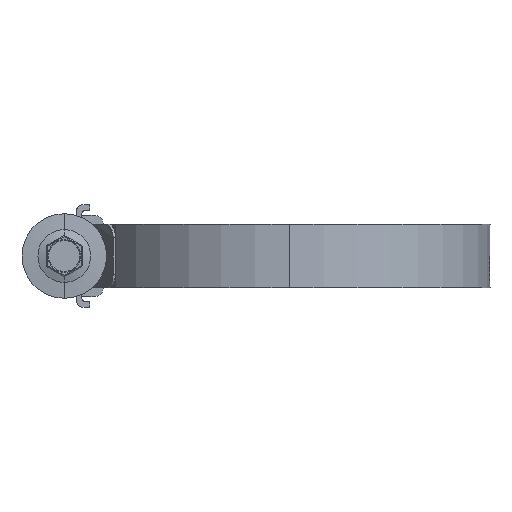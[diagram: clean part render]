
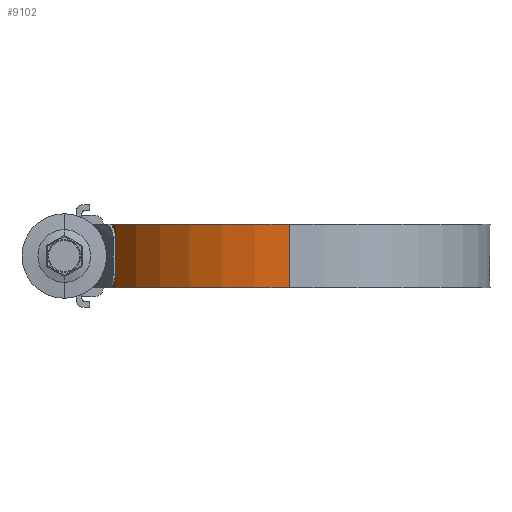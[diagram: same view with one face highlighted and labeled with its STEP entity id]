
A CAD part, left-side view. The second image highlights one B-rep face of the part: STEP entity #9102.
In plain terms, the highlighted cylindrical face has radius 45.08 mm (diameter 90.16 mm), a partial arc.
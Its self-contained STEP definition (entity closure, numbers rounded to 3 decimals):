
#9 = ORIENTED_EDGE ( 'NONE', *, *, #8927, .F. ) ;
#265 = CARTESIAN_POINT ( 'NONE',  ( -45.08, 0., -7.145 ) ) ;
#316 = DIRECTION ( 'NONE',  ( 0., 0., -1. ) ) ;
#489 = CIRCLE ( 'NONE', #7204, 45.08 ) ;
#502 = DIRECTION ( 'NONE',  ( 0., 0., -1. ) ) ;
#943 = VERTEX_POINT ( 'NONE', #1149 ) ;
#1149 = CARTESIAN_POINT ( 'NONE',  ( -45.08, 0., 7.145 ) ) ;
#1194 = DIRECTION ( 'NONE',  ( 0., 0., 1. ) ) ;
#1201 = VECTOR ( 'NONE', #316, 1000. ) ;
#1888 = AXIS2_PLACEMENT_3D ( 'NONE', #3317, #11145, #3194 ) ;
#1908 = LINE ( 'NONE', #4514, #1201 ) ;
#2125 = VECTOR ( 'NONE', #3813, 1000. ) ;
#2133 = VERTEX_POINT ( 'NONE', #265 ) ;
#3168 = ORIENTED_EDGE ( 'NONE', *, *, #6838, .F. ) ;
#3194 = DIRECTION ( 'NONE',  ( 1., 0., 0. ) ) ;
#3317 = CARTESIAN_POINT ( 'NONE',  ( 0., 0., 7.145 ) ) ;
#3711 = ORIENTED_EDGE ( 'NONE', *, *, #9278, .T. ) ;
#3753 = CARTESIAN_POINT ( 'NONE',  ( -45.08, 0., 7.145 ) ) ;
#3813 = DIRECTION ( 'NONE',  ( 0., 0., -1. ) ) ;
#4076 = VERTEX_POINT ( 'NONE', #6401 ) ;
#4318 = ORIENTED_EDGE ( 'NONE', *, *, #9933, .T. ) ;
#4514 = CARTESIAN_POINT ( 'NONE',  ( 0., 45.08, 7.145 ) ) ;
#4644 = DIRECTION ( 'NONE',  ( 1., 0., 0. ) ) ;
#5060 = CARTESIAN_POINT ( 'NONE',  ( 0., 0., -7.145 ) ) ;
#5546 = CARTESIAN_POINT ( 'NONE',  ( 0., 45.08, -7.145 ) ) ;
#6401 = CARTESIAN_POINT ( 'NONE',  ( 0., 45.08, 7.145 ) ) ;
#6537 = VERTEX_POINT ( 'NONE', #5546 ) ;
#6638 = DIRECTION ( 'NONE',  ( -1., 0., 0. ) ) ;
#6838 = EDGE_CURVE ( 'NONE', #4076, #943, #7698, .T. ) ;
#7204 = AXIS2_PLACEMENT_3D ( 'NONE', #5060, #1194, #4644 ) ;
#7549 = AXIS2_PLACEMENT_3D ( 'NONE', #10393, #502, #6638 ) ;
#7554 = FACE_OUTER_BOUND ( 'NONE', #9605, .T. ) ;
#7698 = CIRCLE ( 'NONE', #1888, 45.08 ) ;
#8088 = LINE ( 'NONE', #3753, #2125 ) ;
#8927 = EDGE_CURVE ( 'NONE', #943, #2133, #8088, .T. ) ;
#9102 = ADVANCED_FACE ( 'NONE', ( #7554 ), #10335, .T. ) ;
#9278 = EDGE_CURVE ( 'NONE', #4076, #6537, #1908, .T. ) ;
#9605 = EDGE_LOOP ( 'NONE', ( #9, #3168, #3711, #4318 ) ) ;
#9933 = EDGE_CURVE ( 'NONE', #6537, #2133, #489, .T. ) ;
#10335 = CYLINDRICAL_SURFACE ( 'NONE', #7549, 45.08 ) ;
#10393 = CARTESIAN_POINT ( 'NONE',  ( 0., 0., 7.145 ) ) ;
#11145 = DIRECTION ( 'NONE',  ( 0., 0., 1. ) ) ;
